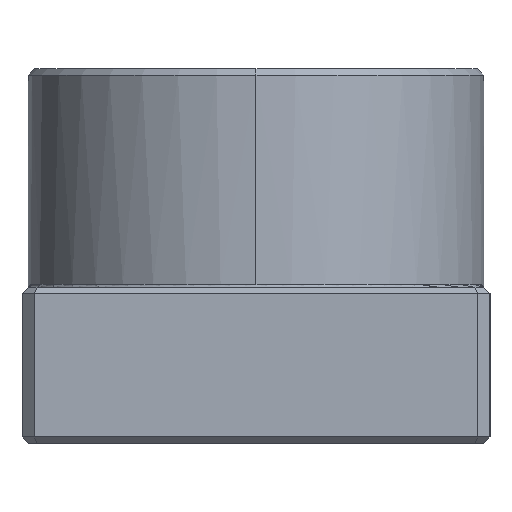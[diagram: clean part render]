
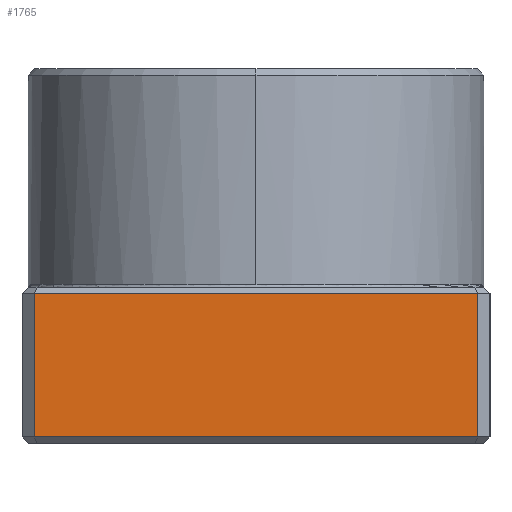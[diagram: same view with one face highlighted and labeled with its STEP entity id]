
A CAD part, left-side view. The second image highlights one B-rep face of the part: STEP entity #1765.
In plain terms, the highlighted planar face has unit normal (-1, 0, 0).
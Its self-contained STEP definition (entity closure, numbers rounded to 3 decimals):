
#66 = DIRECTION ( 'NONE',  ( 0., 1., 0. ) ) ;
#189 = VERTEX_POINT ( 'NONE', #247 ) ;
#247 = CARTESIAN_POINT ( 'NONE',  ( -65., -35.5, 24. ) ) ;
#272 = ORIENTED_EDGE ( 'NONE', *, *, #733, .T. ) ;
#512 = VECTOR ( 'NONE', #2784, 1000. ) ;
#591 = LINE ( 'NONE', #2302, #2311 ) ;
#689 = EDGE_CURVE ( 'NONE', #2246, #2444, #2545, .T. ) ;
#704 = EDGE_CURVE ( 'NONE', #2444, #3094, #1810, .T. ) ;
#729 = EDGE_CURVE ( 'NONE', #189, #3094, #3049, .T. ) ;
#733 = EDGE_CURVE ( 'NONE', #189, #2246, #591, .T. ) ;
#1030 = CARTESIAN_POINT ( 'NONE',  ( -65., 35.5, 25. ) ) ;
#1039 = DIRECTION ( 'NONE',  ( 0., 0., -1. ) ) ;
#1054 = CARTESIAN_POINT ( 'NONE',  ( -65., 35.5, 1. ) ) ;
#1090 = PLANE ( 'NONE',  #1467 ) ;
#1313 = DIRECTION ( 'NONE',  ( 0., 0., -1. ) ) ;
#1336 = DIRECTION ( 'NONE',  ( 0., 0., -1. ) ) ;
#1467 = AXIS2_PLACEMENT_3D ( 'NONE', #2572, #2820, #1336 ) ;
#1584 = ORIENTED_EDGE ( 'NONE', *, *, #729, .F. ) ;
#1658 = ORIENTED_EDGE ( 'NONE', *, *, #704, .T. ) ;
#1726 = VECTOR ( 'NONE', #1313, 1000. ) ;
#1765 = ADVANCED_FACE ( 'NONE', ( #2378 ), #1090, .F. ) ;
#1810 = LINE ( 'NONE', #1054, #512 ) ;
#1964 = VECTOR ( 'NONE', #1039, 1000. ) ;
#2246 = VERTEX_POINT ( 'NONE', #2611 ) ;
#2302 = CARTESIAN_POINT ( 'NONE',  ( -65., 35.5, 24. ) ) ;
#2311 = VECTOR ( 'NONE', #66, 1000. ) ;
#2378 = FACE_OUTER_BOUND ( 'NONE', #2978, .T. ) ;
#2444 = VERTEX_POINT ( 'NONE', #2685 ) ;
#2545 = LINE ( 'NONE', #1030, #1964 ) ;
#2572 = CARTESIAN_POINT ( 'NONE',  ( -65., 35.5, 25. ) ) ;
#2611 = CARTESIAN_POINT ( 'NONE',  ( -65., 35.5, 24. ) ) ;
#2685 = CARTESIAN_POINT ( 'NONE',  ( -65., 35.5, 1. ) ) ;
#2784 = DIRECTION ( 'NONE',  ( 0., -1., 0. ) ) ;
#2792 = CARTESIAN_POINT ( 'NONE',  ( -65., -35.5, 25. ) ) ;
#2820 = DIRECTION ( 'NONE',  ( 1., 0., 0. ) ) ;
#2920 = CARTESIAN_POINT ( 'NONE',  ( -65., -35.5, 1. ) ) ;
#2978 = EDGE_LOOP ( 'NONE', ( #2982, #1658, #1584, #272 ) ) ;
#2982 = ORIENTED_EDGE ( 'NONE', *, *, #689, .T. ) ;
#3049 = LINE ( 'NONE', #2792, #1726 ) ;
#3094 = VERTEX_POINT ( 'NONE', #2920 ) ;
